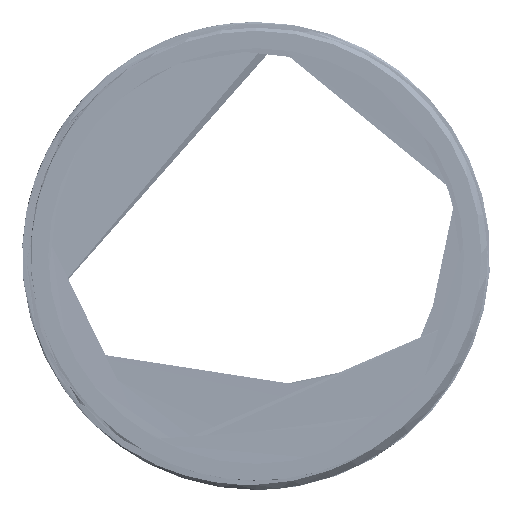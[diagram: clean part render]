
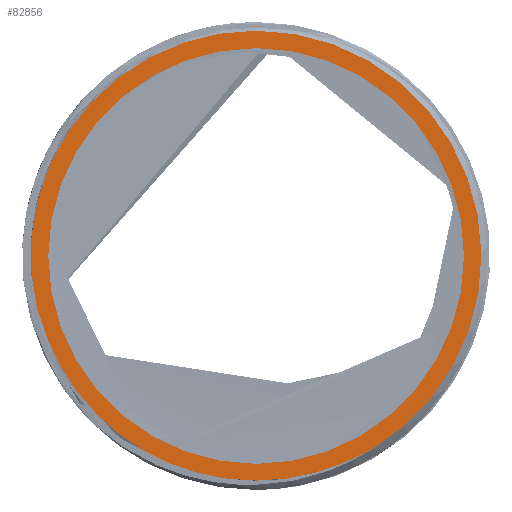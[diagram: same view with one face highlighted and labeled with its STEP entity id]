
A CAD part, left-side view. The second image highlights one B-rep face of the part: STEP entity #82856.
In plain terms, the highlighted planar face has unit normal (-1, 0, 0).
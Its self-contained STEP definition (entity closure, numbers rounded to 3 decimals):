
#284 = VERTEX_POINT ( 'NONE', #31834 ) ;
#687 = CARTESIAN_POINT ( 'NONE',  ( -40.707, 0., 0. ) ) ;
#1298 = EDGE_CURVE ( 'NONE', #1347, #1992, #13489, .T. ) ;
#1347 = VERTEX_POINT ( 'NONE', #77789 ) ;
#1523 = CARTESIAN_POINT ( 'NONE',  ( -40.707, 3.345, -12.475 ) ) ;
#1992 = VERTEX_POINT ( 'NONE', #37739 ) ;
#7002 = CARTESIAN_POINT ( 'NONE',  ( -40.707, 11.967, -4.841 ) ) ;
#8764 = CARTESIAN_POINT ( 'NONE',  ( -40.707, 8.572, -9.689 ) ) ;
#10055 = ORIENTED_EDGE ( 'NONE', *, *, #29883, .F. ) ;
#11708 = CARTESIAN_POINT ( 'NONE',  ( -40.707, 12.597, -3.005 ) ) ;
#12674 = DIRECTION ( 'NONE',  ( -1., 0., 0. ) ) ;
#13489 = CIRCLE ( 'NONE', #17820, 12.95 ) ;
#14098 = AXIS2_PLACEMENT_3D ( 'NONE', #33290, #80909, #39213 ) ;
#15120 = CARTESIAN_POINT ( 'NONE',  ( -40.707, 7.909, -10.237 ) ) ;
#17820 = AXIS2_PLACEMENT_3D ( 'NONE', #687, #28366, #42877 ) ;
#18513 = CARTESIAN_POINT ( 'NONE',  ( -40.707, 11.967, -4.841 ) ) ;
#18707 = VERTEX_POINT ( 'NONE', #23696 ) ;
#19039 = DIRECTION ( 'NONE',  ( 0., 0., 1. ) ) ;
#19281 = AXIS2_PLACEMENT_3D ( 'NONE', #27450, #41958, #20199 ) ;
#20199 = DIRECTION ( 'NONE',  ( 0., 0., 1. ) ) ;
#21828 = VERTEX_POINT ( 'NONE', #70119 ) ;
#23254 = EDGE_CURVE ( 'NONE', #1992, #31410, #55899, .T. ) ;
#23696 = CARTESIAN_POINT ( 'NONE',  ( -40.707, -5.006, -11.898 ) ) ;
#27450 = CARTESIAN_POINT ( 'NONE',  ( -40.707, 0., 0. ) ) ;
#27858 = ORIENTED_EDGE ( 'NONE', *, *, #65491, .F. ) ;
#27861 = CARTESIAN_POINT ( 'NONE',  ( -40.707, 2.932, -12.579 ) ) ;
#28366 = DIRECTION ( 'NONE',  ( -1., 0., 0. ) ) ;
#29206 = CARTESIAN_POINT ( 'NONE',  ( -40.707, 11.647, -5.632 ) ) ;
#29883 = EDGE_CURVE ( 'NONE', #21828, #31410, #58797, .T. ) ;
#29922 = EDGE_CURVE ( 'NONE', #1347, #18707, #63258, .T. ) ;
#29954 = ORIENTED_EDGE ( 'NONE', *, *, #23254, .T. ) ;
#30541 = EDGE_CURVE ( 'NONE', #284, #55700, #36703, .T. ) ;
#31410 = VERTEX_POINT ( 'NONE', #55762 ) ;
#31834 = CARTESIAN_POINT ( 'NONE',  ( -40.707, 0., -11.95 ) ) ;
#33290 = CARTESIAN_POINT ( 'NONE',  ( -40.707, 11.95, 0. ) ) ;
#33648 = CARTESIAN_POINT ( 'NONE',  ( -40.707, 0., 0. ) ) ;
#35253 = CARTESIAN_POINT ( 'NONE',  ( -40.707, -6.141, -11.403 ) ) ;
#36007 = CARTESIAN_POINT ( 'NONE',  ( -40.707, 6.497, -11.187 ) ) ;
#36447 = CARTESIAN_POINT ( 'NONE',  ( -40.707, 4.16, -12.228 ) ) ;
#36703 = CIRCLE ( 'NONE', #19281, 11.95 ) ;
#37653 = B_SPLINE_CURVE_WITH_KNOTS ( 'NONE', 3,
 ( #42364, #77732, #50503, #76385, #77274, #42817, #78173, #56849, #70471, #27861, #1523, #36447, #69136, #55946, #36007, #15120, #8764, #41923, #64118, #56402, #29206, #7002 ),
 .UNSPECIFIED., .F., .F.,
 ( 4, 2, 2, 2, 2, 2, 2, 2, 2, 2, 4 ),
 ( 0., 0.003, 0.004, 0.005, 0.008, 0.009, 0.01, 0.013, 0.015, 0.018, 0.02 ),
 .UNSPECIFIED. ) ;
#37739 = CARTESIAN_POINT ( 'NONE',  ( -40.707, 0., 12.95 ) ) ;
#37919 = CARTESIAN_POINT ( 'NONE',  ( -40.707, 0., 11.95 ) ) ;
#39213 = DIRECTION ( 'NONE',  ( 0., 0., -1. ) ) ;
#40018 = AXIS2_PLACEMENT_3D ( 'NONE', #33648, #61307, #88928 ) ;
#41172 = CARTESIAN_POINT ( 'NONE',  ( -40.707, -5.006, -11.898 ) ) ;
#41923 = CARTESIAN_POINT ( 'NONE',  ( -40.707, 9.77, -8.48 ) ) ;
#41958 = DIRECTION ( 'NONE',  ( -1., 0., 0. ) ) ;
#42364 = CARTESIAN_POINT ( 'NONE',  ( -40.707, -5.006, -11.898 ) ) ;
#42507 = CARTESIAN_POINT ( 'NONE',  ( -40.707, -6.675, -11.097 ) ) ;
#42817 = CARTESIAN_POINT ( 'NONE',  ( -40.707, -0.881, -12.886 ) ) ;
#42877 = DIRECTION ( 'NONE',  ( 0., 0., 1. ) ) ;
#46209 = CARTESIAN_POINT ( 'NONE',  ( -40.707, 12.222, -4.245 ) ) ;
#46648 = EDGE_CURVE ( 'NONE', #55700, #284, #61566, .T. ) ;
#50503 = CARTESIAN_POINT ( 'NONE',  ( -40.707, -3.403, -12.481 ) ) ;
#53247 = PLANE ( 'NONE',  #14098 ) ;
#53513 = CARTESIAN_POINT ( 'NONE',  ( -40.707, 0., 0. ) ) ;
#55700 = VERTEX_POINT ( 'NONE', #37919 ) ;
#55762 = CARTESIAN_POINT ( 'NONE',  ( -40.707, 12.597, -3.005 ) ) ;
#55899 = CIRCLE ( 'NONE', #40018, 12.95 ) ;
#55946 = CARTESIAN_POINT ( 'NONE',  ( -40.707, 5.742, -11.593 ) ) ;
#56402 = CARTESIAN_POINT ( 'NONE',  ( -40.707, 11.247, -6.392 ) ) ;
#56849 = CARTESIAN_POINT ( 'NONE',  ( -40.707, 0.824, -12.911 ) ) ;
#58797 = B_SPLINE_CURVE_WITH_KNOTS ( 'NONE', 3,
 ( #18513, #46209, #73866, #11708 ),
 .UNSPECIFIED., .F., .F.,
 ( 4, 4 ),
 ( 0., 0.002 ),
 .UNSPECIFIED. ) ;
#61307 = DIRECTION ( 'NONE',  ( -1., 0., 0. ) ) ;
#61566 = CIRCLE ( 'NONE', #73157, 11.95 ) ;
#63258 = B_SPLINE_CURVE_WITH_KNOTS ( 'NONE', 3,
 ( #42507, #35253, #83750, #41172 ),
 .UNSPECIFIED., .F., .F.,
 ( 4, 4 ),
 ( 0.012, 0.014 ),
 .UNSPECIFIED. ) ;
#64118 = CARTESIAN_POINT ( 'NONE',  ( -40.707, 10.31, -7.814 ) ) ;
#64230 = EDGE_LOOP ( 'NONE', ( #10055, #27858, #74159, #68999, #29954 ) ) ;
#65491 = EDGE_CURVE ( 'NONE', #18707, #21828, #37653, .T. ) ;
#68999 = ORIENTED_EDGE ( 'NONE', *, *, #1298, .T. ) ;
#69136 = CARTESIAN_POINT ( 'NONE',  ( -40.707, 4.562, -12.083 ) ) ;
#70119 = CARTESIAN_POINT ( 'NONE',  ( -40.707, 11.967, -4.841 ) ) ;
#70471 = CARTESIAN_POINT ( 'NONE',  ( -40.707, 1.677, -12.828 ) ) ;
#73157 = AXIS2_PLACEMENT_3D ( 'NONE', #53513, #12674, #19039 ) ;
#73682 = FACE_OUTER_BOUND ( 'NONE', #64230, .T. ) ;
#73866 = CARTESIAN_POINT ( 'NONE',  ( -40.707, 12.433, -3.631 ) ) ;
#74159 = ORIENTED_EDGE ( 'NONE', *, *, #29922, .F. ) ;
#75985 = ORIENTED_EDGE ( 'NONE', *, *, #46648, .F. ) ;
#76385 = CARTESIAN_POINT ( 'NONE',  ( -40.707, -2.149, -12.736 ) ) ;
#77274 = CARTESIAN_POINT ( 'NONE',  ( -40.707, -1.728, -12.8 ) ) ;
#77732 = CARTESIAN_POINT ( 'NONE',  ( -40.707, -4.219, -12.23 ) ) ;
#77789 = CARTESIAN_POINT ( 'NONE',  ( -40.707, -6.675, -11.097 ) ) ;
#78173 = CARTESIAN_POINT ( 'NONE',  ( -40.707, -0.453, -12.908 ) ) ;
#80909 = DIRECTION ( 'NONE',  ( 1., 0., 0. ) ) ;
#81473 = EDGE_LOOP ( 'NONE', ( #75985, #87818 ) ) ;
#82856 = ADVANCED_FACE ( 'NONE', ( #87235, #73682 ), #53247, .F. ) ;
#83750 = CARTESIAN_POINT ( 'NONE',  ( -40.707, -5.585, -11.67 ) ) ;
#87235 = FACE_BOUND ( 'NONE', #81473, .T. ) ;
#87818 = ORIENTED_EDGE ( 'NONE', *, *, #30541, .F. ) ;
#88928 = DIRECTION ( 'NONE',  ( 0., 0., 1. ) ) ;
